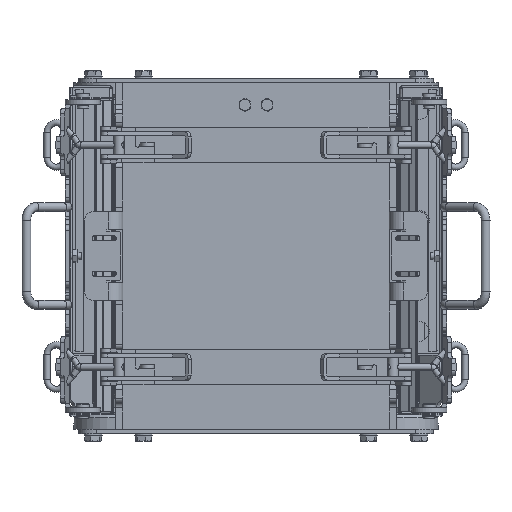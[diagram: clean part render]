
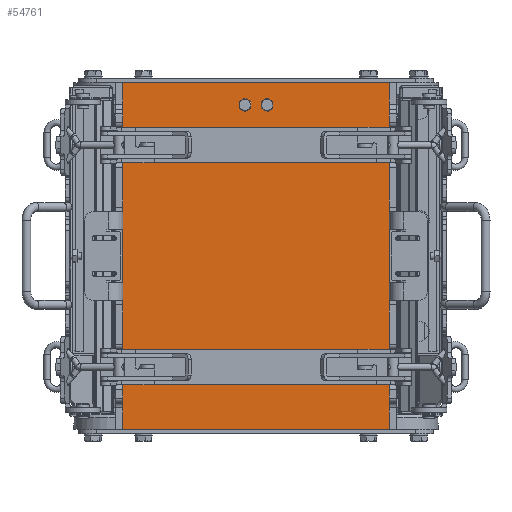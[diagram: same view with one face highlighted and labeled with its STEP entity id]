
A CAD part, front view. The second image highlights one B-rep face of the part: STEP entity #54761.
In plain terms, the highlighted planar face has unit normal (0, -1, 0).
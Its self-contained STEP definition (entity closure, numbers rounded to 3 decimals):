
#1961=LINE('',#84255,#6318);
#2221=LINE('',#85931,#6578);
#2543=LINE('',#87296,#6900);
#2592=LINE('',#87398,#6949);
#2625=LINE('',#87468,#6982);
#2843=LINE('',#88074,#7200);
#2885=LINE('',#88162,#7242);
#2918=LINE('',#88232,#7275);
#6318=VECTOR('',#66997,10.);
#6578=VECTOR('',#68401,10.);
#6900=VECTOR('',#69579,10.);
#6949=VECTOR('',#69690,10.);
#6982=VECTOR('',#69781,10.);
#7200=VECTOR('',#70325,10.);
#7242=VECTOR('',#70429,10.);
#7275=VECTOR('',#70520,10.);
#10450=PLANE('',#59593);
#12816=FACE_BOUND('',#18710,.T.);
#12817=FACE_BOUND('',#18711,.T.);
#14981=FACE_OUTER_BOUND('',#18709,.T.);
#18709=EDGE_LOOP('',(#44043,#44044,#44045,#44046,#44047,#44048,#44049,#44050));
#18710=EDGE_LOOP('',(#44051));
#18711=EDGE_LOOP('',(#44052));
#21901=CIRCLE('',#59590,4.5);
#21902=CIRCLE('',#59592,4.5);
#24404=VERTEX_POINT('',#84252);
#24405=VERTEX_POINT('',#84254);
#24960=VERTEX_POINT('',#85928);
#24961=VERTEX_POINT('',#85930);
#25425=VERTEX_POINT('',#87293);
#25426=VERTEX_POINT('',#87295);
#25680=VERTEX_POINT('',#88071);
#25681=VERTEX_POINT('',#88073);
#26006=VERTEX_POINT('',#90543);
#26007=VERTEX_POINT('',#90546);
#30156=EDGE_CURVE('',#24404,#24405,#1961,.T.);
#30838=EDGE_CURVE('',#24960,#24961,#2221,.T.);
#31443=EDGE_CURVE('',#25425,#25426,#2543,.T.);
#31498=EDGE_CURVE('',#25426,#24960,#2592,.T.);
#31535=EDGE_CURVE('',#24405,#25425,#2625,.T.);
#31835=EDGE_CURVE('',#25680,#25681,#2843,.T.);
#31883=EDGE_CURVE('',#25681,#24404,#2885,.T.);
#31920=EDGE_CURVE('',#24961,#25680,#2918,.T.);
#32386=EDGE_CURVE('',#26006,#26006,#21901,.T.);
#32387=EDGE_CURVE('',#26007,#26007,#21902,.T.);
#44043=ORIENTED_EDGE('',*,*,#30156,.F.);
#44044=ORIENTED_EDGE('',*,*,#31883,.F.);
#44045=ORIENTED_EDGE('',*,*,#31835,.F.);
#44046=ORIENTED_EDGE('',*,*,#31920,.F.);
#44047=ORIENTED_EDGE('',*,*,#30838,.F.);
#44048=ORIENTED_EDGE('',*,*,#31498,.F.);
#44049=ORIENTED_EDGE('',*,*,#31443,.F.);
#44050=ORIENTED_EDGE('',*,*,#31535,.F.);
#44051=ORIENTED_EDGE('',*,*,#32386,.T.);
#44052=ORIENTED_EDGE('',*,*,#32387,.T.);
#54761=ADVANCED_FACE('',(#14981,#12816,#12817),#10450,.F.);
#59590=AXIS2_PLACEMENT_3D('',#90544,#71516,#71517);
#59592=AXIS2_PLACEMENT_3D('',#90547,#71520,#71521);
#59593=AXIS2_PLACEMENT_3D('',#90548,#71522,#71523);
#66997=DIRECTION('',(-1.,0.,0.));
#68401=DIRECTION('',(1.,0.,0.));
#69579=DIRECTION('',(0.,0.,1.));
#69690=DIRECTION('',(0.,0.,1.));
#69781=DIRECTION('',(0.,0.,1.));
#70325=DIRECTION('',(0.,0.,-1.));
#70429=DIRECTION('',(0.,0.,-1.));
#70520=DIRECTION('',(0.,0.,-1.));
#71516=DIRECTION('center_axis',(0.,1.,0.));
#71517=DIRECTION('ref_axis',(-1.,0.,0.));
#71520=DIRECTION('center_axis',(0.,1.,0.));
#71521=DIRECTION('ref_axis',(-1.,0.,0.));
#71522=DIRECTION('center_axis',(0.,1.,0.));
#71523=DIRECTION('ref_axis',(-1.,0.,0.));
#84252=CARTESIAN_POINT('',(150.,-153.,-390.));
#84254=CARTESIAN_POINT('',(-150.,-153.,-390.));
#84255=CARTESIAN_POINT('',(0.,-153.,-390.));
#85928=CARTESIAN_POINT('',(-150.,-153.,0.));
#85930=CARTESIAN_POINT('',(150.,-153.,0.));
#85931=CARTESIAN_POINT('',(0.,-153.,0.));
#87293=CARTESIAN_POINT('',(-150.,-153.,-376.));
#87295=CARTESIAN_POINT('',(-150.,-153.,-14.));
#87296=CARTESIAN_POINT('',(-150.,-153.,-390.));
#87398=CARTESIAN_POINT('',(-150.,-153.,-390.));
#87468=CARTESIAN_POINT('',(-150.,-153.,-390.));
#88071=CARTESIAN_POINT('',(150.,-153.,-14.));
#88073=CARTESIAN_POINT('',(150.,-153.,-376.));
#88074=CARTESIAN_POINT('',(150.,-153.,0.));
#88162=CARTESIAN_POINT('',(150.,-153.,0.));
#88232=CARTESIAN_POINT('',(150.,-153.,0.));
#90543=CARTESIAN_POINT('',(-8.,-153.,-25.));
#90544=CARTESIAN_POINT('Origin',(-12.5,-153.,-25.));
#90546=CARTESIAN_POINT('',(17.,-153.,-25.));
#90547=CARTESIAN_POINT('Origin',(12.5,-153.,-25.));
#90548=CARTESIAN_POINT('Origin',(0.,-153.,-195.));
